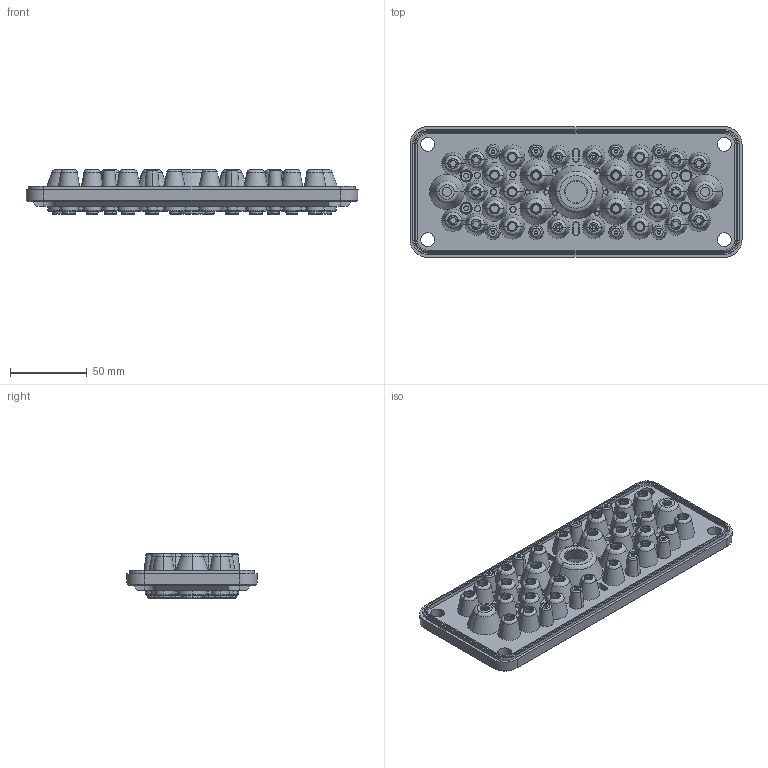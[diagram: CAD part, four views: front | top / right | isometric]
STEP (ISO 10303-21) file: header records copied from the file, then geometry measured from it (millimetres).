
FILE_DESCRIPTION (( 'STEP AP214' ), '1' );
FILE_NAME ('FIBOX FMC-35.STEP', '2015-10-23T06:36:32', ( '' ), ( '' ), 'SwSTEP 2.0', 'SolidWorks 2014', '' );
FILE_SCHEMA (( 'AUTOMOTIVE_DESIGN' ));
Products named in the file (1): FIBOX FMC-35
Bounding box: 216 x 85 x 29.2 mm (x, y, z)
Volume: 181607.1 mm3; surface area: 109371.3 mm2
Topology: 1 solids, 3 shells, 1888 faces, 4168 edges, 2612 vertices
Faces by surface type: bspline 1086, plane 716, cylinder 86
Entity records: 59102 total; most frequent: CARTESIAN_POINT 19659, ORIENTED_EDGE 8336, DIRECTION 8028, EDGE_CURVE 4168, AXIS2_PLACEMENT_3D 3069, VERTEX_POINT 2612, CIRCLE 2266, EDGE_LOOP 2222
